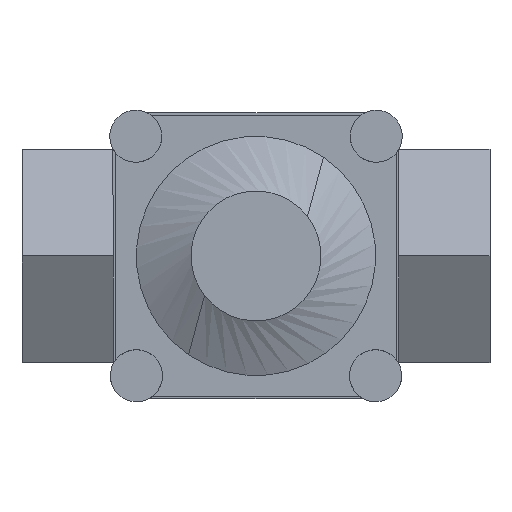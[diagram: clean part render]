
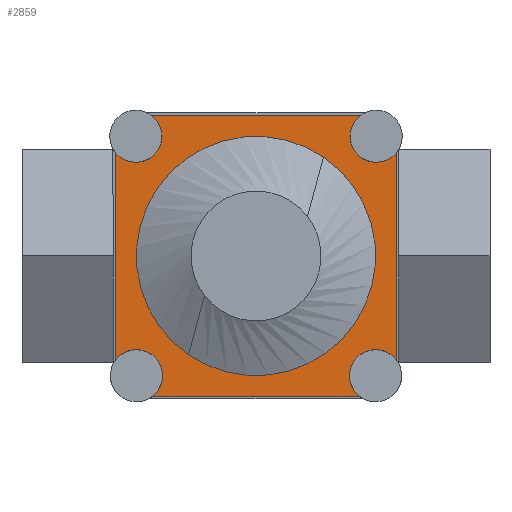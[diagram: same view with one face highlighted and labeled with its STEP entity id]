
A CAD part, front view. The second image highlights one B-rep face of the part: STEP entity #2859.
In plain terms, the highlighted planar face has unit normal (0, -1, 0).
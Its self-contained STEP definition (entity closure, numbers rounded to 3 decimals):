
#37 = CARTESIAN_POINT ( 'NONE',  ( -27., -57., 24. ) ) ;
#39 = CARTESIAN_POINT ( 'NONE',  ( 23.122, -57., 18.018 ) ) ;
#43 = EDGE_LOOP ( 'NONE', ( #2943, #2059 ) ) ;
#46 = FACE_BOUND ( 'NONE', #43, .T. ) ;
#73 = CARTESIAN_POINT ( 'NONE',  ( 23., -57., -23.031 ) ) ;
#78 = VERTEX_POINT ( 'NONE', #3099 ) ;
#107 = DIRECTION ( 'NONE',  ( 0., -1., 0. ) ) ;
#137 = CARTESIAN_POINT ( 'NONE',  ( -27., -57., 19.861 ) ) ;
#162 = CARTESIAN_POINT ( 'NONE',  ( -23., -57., -23.031 ) ) ;
#176 = EDGE_CURVE ( 'NONE', #78, #2151, #2149, .T. ) ;
#273 = CARTESIAN_POINT ( 'NONE',  ( 19.959, -57., -27. ) ) ;
#275 = AXIS2_PLACEMENT_3D ( 'NONE', #1370, #3181, #884 ) ;
#294 = CARTESIAN_POINT ( 'NONE',  ( -23.122, -57., 18.018 ) ) ;
#319 = DIRECTION ( 'NONE',  ( 0., 0., -1. ) ) ;
#320 = AXIS2_PLACEMENT_3D ( 'NONE', #1677, #2217, #462 ) ;
#325 = ORIENTED_EDGE ( 'NONE', *, *, #1308, .T. ) ;
#438 = VECTOR ( 'NONE', #2091, 1000. ) ;
#462 = DIRECTION ( 'NONE',  ( 0., 0., -1. ) ) ;
#473 = CARTESIAN_POINT ( 'NONE',  ( -23.122, -57., 23.018 ) ) ;
#490 = DIRECTION ( 'NONE',  ( -1., 0., 0. ) ) ;
#538 = ORIENTED_EDGE ( 'NONE', *, *, #1100, .F. ) ;
#546 = CARTESIAN_POINT ( 'NONE',  ( -23.5, -57., -27. ) ) ;
#556 = VERTEX_POINT ( 'NONE', #3063 ) ;
#566 = LINE ( 'NONE', #546, #3046 ) ;
#586 = DIRECTION ( 'NONE',  ( 0., 0., -1. ) ) ;
#600 = CIRCLE ( 'NONE', #3238, 5. ) ;
#647 = EDGE_CURVE ( 'NONE', #1212, #556, #1379, .T. ) ;
#669 = LINE ( 'NONE', #37, #438 ) ;
#674 = ORIENTED_EDGE ( 'NONE', *, *, #2399, .F. ) ;
#708 = VECTOR ( 'NONE', #490, 1000. ) ;
#716 = CIRCLE ( 'NONE', #1463, 5. ) ;
#738 = DIRECTION ( 'NONE',  ( 0., -1., 0. ) ) ;
#743 = DIRECTION ( 'NONE',  ( 0., 0., -1. ) ) ;
#751 = ORIENTED_EDGE ( 'NONE', *, *, #2678, .F. ) ;
#797 = ORIENTED_EDGE ( 'NONE', *, *, #3108, .T. ) ;
#802 = AXIS2_PLACEMENT_3D ( 'NONE', #2908, #1394, #3170 ) ;
#846 = CARTESIAN_POINT ( 'NONE',  ( 23.122, -57., 23.018 ) ) ;
#849 = CARTESIAN_POINT ( 'NONE',  ( -19.959, -57., -27. ) ) ;
#884 = DIRECTION ( 'NONE',  ( 0., 0., -1. ) ) ;
#1019 = VERTEX_POINT ( 'NONE', #1242 ) ;
#1028 = VERTEX_POINT ( 'NONE', #2509 ) ;
#1076 = CIRCLE ( 'NONE', #2635, 5. ) ;
#1100 = EDGE_CURVE ( 'NONE', #1019, #2029, #1458, .T. ) ;
#1196 = AXIS2_PLACEMENT_3D ( 'NONE', #2260, #1457, #743 ) ;
#1212 = VERTEX_POINT ( 'NONE', #1945 ) ;
#1242 = CARTESIAN_POINT ( 'NONE',  ( -23., -57., -18.031 ) ) ;
#1261 = EDGE_CURVE ( 'NONE', #2010, #2211, #600, .T. ) ;
#1265 = CARTESIAN_POINT ( 'NONE',  ( 27., -57., 19.861 ) ) ;
#1308 = EDGE_CURVE ( 'NONE', #2922, #1411, #2463, .T. ) ;
#1356 = ORIENTED_EDGE ( 'NONE', *, *, #2061, .F. ) ;
#1370 = CARTESIAN_POINT ( 'NONE',  ( 23., -57., -23.031 ) ) ;
#1379 = CIRCLE ( 'NONE', #1196, 23. ) ;
#1394 = DIRECTION ( 'NONE',  ( 0., -1., 0. ) ) ;
#1400 = LINE ( 'NONE', #2023, #708 ) ;
#1411 = VERTEX_POINT ( 'NONE', #1265 ) ;
#1448 = DIRECTION ( 'NONE',  ( 0., 0., 1. ) ) ;
#1457 = DIRECTION ( 'NONE',  ( 0., -1., 0. ) ) ;
#1458 = CIRCLE ( 'NONE', #3074, 5. ) ;
#1463 = AXIS2_PLACEMENT_3D ( 'NONE', #846, #1845, #2866 ) ;
#1520 = ORIENTED_EDGE ( 'NONE', *, *, #1556, .T. ) ;
#1525 = CARTESIAN_POINT ( 'NONE',  ( -20.099, -57., 27. ) ) ;
#1556 = EDGE_CURVE ( 'NONE', #1586, #2151, #566, .T. ) ;
#1586 = VERTEX_POINT ( 'NONE', #849 ) ;
#1632 = DIRECTION ( 'NONE',  ( 0., -1., 0. ) ) ;
#1640 = DIRECTION ( 'NONE',  ( 0., 0., -1. ) ) ;
#1661 = EDGE_CURVE ( 'NONE', #1586, #1019, #2798, .T. ) ;
#1677 = CARTESIAN_POINT ( 'NONE',  ( 23.122, -57., 23.018 ) ) ;
#1730 = ORIENTED_EDGE ( 'NONE', *, *, #2291, .T. ) ;
#1791 = DIRECTION ( 'NONE',  ( 0., -1., 0. ) ) ;
#1833 = CARTESIAN_POINT ( 'NONE',  ( -23.122, -57., 23.018 ) ) ;
#1845 = DIRECTION ( 'NONE',  ( 0., -1., 0. ) ) ;
#1924 = CIRCLE ( 'NONE', #2048, 5. ) ;
#1945 = CARTESIAN_POINT ( 'NONE',  ( 12.964, -57., 18.998 ) ) ;
#1986 = DIRECTION ( 'NONE',  ( 0., 0., -1. ) ) ;
#2000 = VERTEX_POINT ( 'NONE', #39 ) ;
#2010 = VERTEX_POINT ( 'NONE', #294 ) ;
#2023 = CARTESIAN_POINT ( 'NONE',  ( 23.5, -57., 27. ) ) ;
#2029 = VERTEX_POINT ( 'NONE', #2205 ) ;
#2048 = AXIS2_PLACEMENT_3D ( 'NONE', #73, #2371, #2600 ) ;
#2059 = ORIENTED_EDGE ( 'NONE', *, *, #3149, .F. ) ;
#2061 = EDGE_CURVE ( 'NONE', #2000, #1411, #3148, .T. ) ;
#2077 = AXIS2_PLACEMENT_3D ( 'NONE', #3173, #1632, #1640 ) ;
#2091 = DIRECTION ( 'NONE',  ( 0., 0., -1. ) ) ;
#2149 = CIRCLE ( 'NONE', #275, 5. ) ;
#2151 = VERTEX_POINT ( 'NONE', #273 ) ;
#2205 = CARTESIAN_POINT ( 'NONE',  ( -27., -57., -20.031 ) ) ;
#2211 = VERTEX_POINT ( 'NONE', #1525 ) ;
#2217 = DIRECTION ( 'NONE',  ( 0., -1., 0. ) ) ;
#2260 = CARTESIAN_POINT ( 'NONE',  ( 0., -57., 0. ) ) ;
#2291 = EDGE_CURVE ( 'NONE', #2495, #2029, #669, .T. ) ;
#2349 = ORIENTED_EDGE ( 'NONE', *, *, #176, .F. ) ;
#2371 = DIRECTION ( 'NONE',  ( 0., -1., 0. ) ) ;
#2399 = EDGE_CURVE ( 'NONE', #2495, #2010, #1076, .T. ) ;
#2405 = PLANE ( 'NONE',  #802 ) ;
#2463 = LINE ( 'NONE', #2487, #3276 ) ;
#2487 = CARTESIAN_POINT ( 'NONE',  ( 27., -57., -23. ) ) ;
#2495 = VERTEX_POINT ( 'NONE', #137 ) ;
#2502 = EDGE_LOOP ( 'NONE', ( #1730, #538, #2867, #1520, #2349, #2811, #325, #1356, #751, #797, #3031, #674 ) ) ;
#2509 = CARTESIAN_POINT ( 'NONE',  ( 20.099, -57., 27. ) ) ;
#2579 = CARTESIAN_POINT ( 'NONE',  ( 0., -57., 0. ) ) ;
#2600 = DIRECTION ( 'NONE',  ( 0., 0., -1. ) ) ;
#2635 = AXIS2_PLACEMENT_3D ( 'NONE', #1833, #107, #586 ) ;
#2670 = EDGE_CURVE ( 'NONE', #2922, #78, #1924, .T. ) ;
#2678 = EDGE_CURVE ( 'NONE', #1028, #2000, #716, .T. ) ;
#2705 = DIRECTION ( 'NONE',  ( 0., 0., -1. ) ) ;
#2740 = CARTESIAN_POINT ( 'NONE',  ( 27., -57., -20.031 ) ) ;
#2798 = CIRCLE ( 'NONE', #2077, 5. ) ;
#2803 = AXIS2_PLACEMENT_3D ( 'NONE', #2579, #1791, #319 ) ;
#2811 = ORIENTED_EDGE ( 'NONE', *, *, #2670, .F. ) ;
#2859 = ADVANCED_FACE ( 'NONE', ( #46, #2934 ), #2405, .T. ) ;
#2866 = DIRECTION ( 'NONE',  ( 0., 0., -1. ) ) ;
#2867 = ORIENTED_EDGE ( 'NONE', *, *, #1661, .F. ) ;
#2871 = DIRECTION ( 'NONE',  ( 1., 0., 0. ) ) ;
#2908 = CARTESIAN_POINT ( 'NONE',  ( -23.122, -57., 23.018 ) ) ;
#2922 = VERTEX_POINT ( 'NONE', #2740 ) ;
#2934 = FACE_OUTER_BOUND ( 'NONE', #2502, .T. ) ;
#2943 = ORIENTED_EDGE ( 'NONE', *, *, #647, .F. ) ;
#3031 = ORIENTED_EDGE ( 'NONE', *, *, #1261, .F. ) ;
#3046 = VECTOR ( 'NONE', #2871, 1000. ) ;
#3063 = CARTESIAN_POINT ( 'NONE',  ( -12.964, -57., -18.998 ) ) ;
#3074 = AXIS2_PLACEMENT_3D ( 'NONE', #162, #3205, #2705 ) ;
#3099 = CARTESIAN_POINT ( 'NONE',  ( 23., -57., -18.031 ) ) ;
#3108 = EDGE_CURVE ( 'NONE', #1028, #2211, #1400, .T. ) ;
#3141 = CIRCLE ( 'NONE', #2803, 23. ) ;
#3148 = CIRCLE ( 'NONE', #320, 5. ) ;
#3149 = EDGE_CURVE ( 'NONE', #556, #1212, #3141, .T. ) ;
#3170 = DIRECTION ( 'NONE',  ( 0., 0., -1. ) ) ;
#3173 = CARTESIAN_POINT ( 'NONE',  ( -23., -57., -23.031 ) ) ;
#3181 = DIRECTION ( 'NONE',  ( 0., -1., 0. ) ) ;
#3205 = DIRECTION ( 'NONE',  ( 0., -1., 0. ) ) ;
#3238 = AXIS2_PLACEMENT_3D ( 'NONE', #473, #738, #1986 ) ;
#3276 = VECTOR ( 'NONE', #1448, 1000. ) ;
